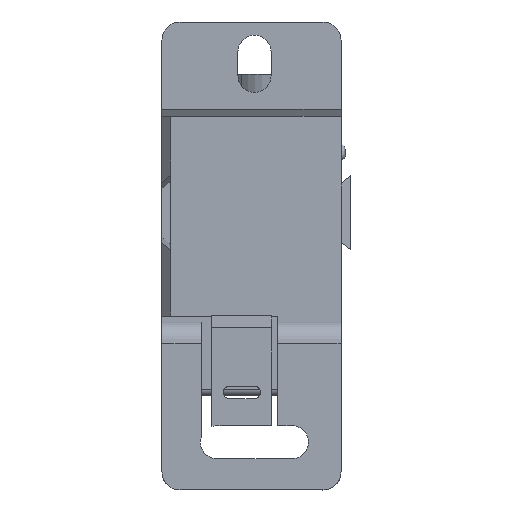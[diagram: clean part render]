
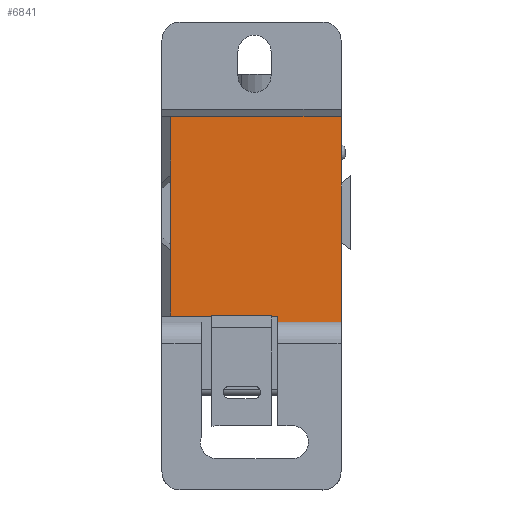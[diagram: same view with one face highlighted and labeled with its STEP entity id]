
A CAD part, top view. The second image highlights one B-rep face of the part: STEP entity #6841.
In plain terms, the highlighted planar face has unit normal (0, 0, 1).
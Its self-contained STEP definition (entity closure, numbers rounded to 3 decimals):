
#643=FACE_OUTER_BOUND('',#1007,.T.);
#1007=EDGE_LOOP('',(#4473,#4474,#4475,#4476,#4477,#4478,#4479,#4480,#4481,
#4482));
#1482=LINE('',#9735,#2119);
#1489=LINE('',#9749,#2126);
#1512=LINE('',#9804,#2149);
#1517=LINE('',#9827,#2154);
#1518=LINE('',#9829,#2155);
#1519=LINE('',#9831,#2156);
#1520=LINE('',#9833,#2157);
#1521=LINE('',#9835,#2158);
#1522=LINE('',#9837,#2159);
#1523=LINE('',#9838,#2160);
#2119=VECTOR('',#7839,9.9);
#2126=VECTOR('',#7854,13.25);
#2149=VECTOR('',#7887,12.25);
#2154=VECTOR('',#7906,28.3);
#2155=VECTOR('',#7907,10.949);
#2156=VECTOR('',#7908,12.501);
#2157=VECTOR('',#7909,10.949);
#2158=VECTOR('',#7910,17.8);
#2159=VECTOR('',#7911,1.);
#2160=VECTOR('',#7912,10.5);
#2755=VERTEX_POINT('',#9732);
#2756=VERTEX_POINT('',#9734);
#2759=VERTEX_POINT('',#9748);
#2786=VERTEX_POINT('',#9802);
#2797=VERTEX_POINT('',#9826);
#2798=VERTEX_POINT('',#9828);
#2799=VERTEX_POINT('',#9830);
#2800=VERTEX_POINT('',#9832);
#2801=VERTEX_POINT('',#9834);
#2802=VERTEX_POINT('',#9836);
#3426=EDGE_CURVE('',#2756,#2755,#1482,.T.);
#3433=EDGE_CURVE('',#2756,#2759,#1489,.T.);
#3461=EDGE_CURVE('',#2786,#2755,#1512,.T.);
#3472=EDGE_CURVE('',#2797,#2786,#1517,.T.);
#3473=EDGE_CURVE('',#2797,#2798,#1518,.T.);
#3474=EDGE_CURVE('',#2798,#2799,#1519,.T.);
#3475=EDGE_CURVE('',#2799,#2800,#1520,.T.);
#3476=EDGE_CURVE('',#2801,#2800,#1521,.T.);
#3477=EDGE_CURVE('',#2802,#2801,#1522,.T.);
#3478=EDGE_CURVE('',#2802,#2759,#1523,.T.);
#4473=ORIENTED_EDGE('',*,*,#3461,.F.);
#4474=ORIENTED_EDGE('',*,*,#3472,.F.);
#4475=ORIENTED_EDGE('',*,*,#3473,.T.);
#4476=ORIENTED_EDGE('',*,*,#3474,.T.);
#4477=ORIENTED_EDGE('',*,*,#3475,.T.);
#4478=ORIENTED_EDGE('',*,*,#3476,.F.);
#4479=ORIENTED_EDGE('',*,*,#3477,.F.);
#4480=ORIENTED_EDGE('',*,*,#3478,.T.);
#4481=ORIENTED_EDGE('',*,*,#3433,.F.);
#4482=ORIENTED_EDGE('',*,*,#3426,.T.);
#6397=PLANE('',#7218);
#6841=ADVANCED_FACE('',(#643),#6397,.F.);
#7218=AXIS2_PLACEMENT_3D('',#9825,#7904,#7905);
#7839=DIRECTION('',(0.,1.,0.));
#7854=DIRECTION('',(0.,-1.,0.));
#7887=DIRECTION('',(0.,-1.,0.));
#7904=DIRECTION('center_axis',(0.,0.,-1.));
#7905=DIRECTION('ref_axis',(0.,1.,0.));
#7906=DIRECTION('',(1.,0.,0.));
#7907=DIRECTION('',(0.,-1.,0.));
#7908=DIRECTION('',(0.,-1.,0.));
#7909=DIRECTION('',(0.,-1.,0.));
#7910=DIRECTION('',(-1.,0.,0.));
#7911=DIRECTION('',(0.,1.,0.));
#7912=DIRECTION('',(1.,0.,0.));
#9732=CARTESIAN_POINT('',(14.9,-26.787,-6.25));
#9734=CARTESIAN_POINT('',(14.9,-36.687,-6.25));
#9735=CARTESIAN_POINT('',(14.9,-36.687,-6.25));
#9748=CARTESIAN_POINT('',(14.9,-49.937,-6.25));
#9749=CARTESIAN_POINT('',(14.9,-36.687,-6.25));
#9802=CARTESIAN_POINT('',(14.9,-14.537,-6.25));
#9804=CARTESIAN_POINT('',(14.9,-14.537,-6.25));
#9825=CARTESIAN_POINT('Origin',(14.9,-14.537,-6.25));
#9826=CARTESIAN_POINT('',(-13.4,-14.537,-6.25));
#9827=CARTESIAN_POINT('',(-13.4,-14.537,-6.25));
#9828=CARTESIAN_POINT('',(-13.4,-25.486,-6.25));
#9829=CARTESIAN_POINT('',(-13.4,-14.537,-6.25));
#9830=CARTESIAN_POINT('',(-13.4,-37.987,-6.25));
#9831=CARTESIAN_POINT('',(-13.4,-25.486,-6.25));
#9832=CARTESIAN_POINT('',(-13.4,-48.937,-6.25));
#9833=CARTESIAN_POINT('',(-13.4,-37.987,-6.25));
#9834=CARTESIAN_POINT('',(4.4,-48.937,-6.25));
#9835=CARTESIAN_POINT('',(4.4,-48.937,-6.25));
#9836=CARTESIAN_POINT('',(4.4,-49.937,-6.25));
#9837=CARTESIAN_POINT('',(4.4,-49.937,-6.25));
#9838=CARTESIAN_POINT('',(4.4,-49.937,-6.25));
